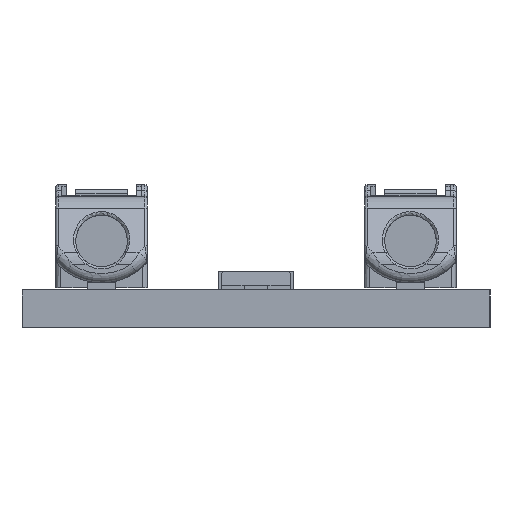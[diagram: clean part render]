
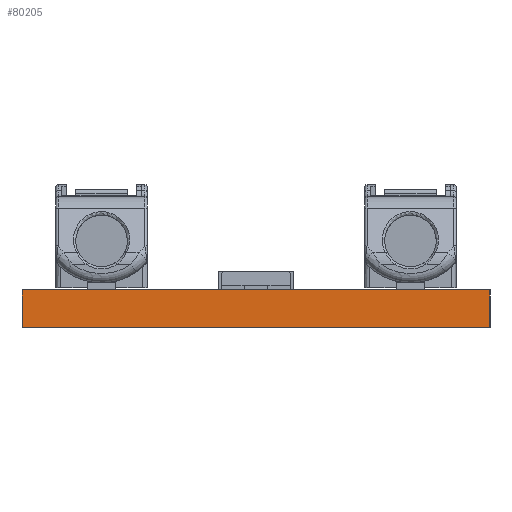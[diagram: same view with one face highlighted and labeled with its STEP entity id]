
A CAD part, left-side view. The second image highlights one B-rep face of the part: STEP entity #80205.
In plain terms, the highlighted planar face has unit normal (-1, 0, 0).
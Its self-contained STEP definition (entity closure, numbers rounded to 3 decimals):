
#6006=LINE('',#111556,#15242);
#13319=LINE('',#128813,#22555);
#13360=LINE('',#128904,#22596);
#13361=LINE('',#128906,#22597);
#15242=VECTOR('',#89759,10.);
#22555=VECTOR('',#105084,10.);
#22596=VECTOR('',#105179,10.);
#22597=VECTOR('',#105182,10.);
#26145=PLANE('',#85789);
#30069=FACE_OUTER_BOUND('',#34245,.T.);
#34245=EDGE_LOOP('',(#74833,#74834,#74835,#74836));
#37393=VERTEX_POINT('',#111554);
#37394=VERTEX_POINT('',#111555);
#42935=VERTEX_POINT('',#128812);
#42958=VERTEX_POINT('',#128902);
#45227=EDGE_CURVE('',#37393,#37394,#6006,.T.);
#53641=EDGE_CURVE('',#37394,#42935,#13319,.T.);
#53687=EDGE_CURVE('',#37393,#42958,#13360,.T.);
#53688=EDGE_CURVE('',#42935,#42958,#13361,.T.);
#74833=ORIENTED_EDGE('',*,*,#45227,.F.);
#74834=ORIENTED_EDGE('',*,*,#53687,.T.);
#74835=ORIENTED_EDGE('',*,*,#53688,.F.);
#74836=ORIENTED_EDGE('',*,*,#53641,.F.);
#80205=ADVANCED_FACE('',(#30069),#26145,.T.);
#85789=AXIS2_PLACEMENT_3D('',#128905,#105180,#105181);
#89759=DIRECTION('',(0.,-1.,0.));
#105084=DIRECTION('',(0.,0.,-1.));
#105179=DIRECTION('',(0.,0.,-1.));
#105180=DIRECTION('center_axis',(-1.,0.,0.));
#105181=DIRECTION('ref_axis',(0.,1.,0.));
#105182=DIRECTION('',(0.,1.,0.));
#111554=CARTESIAN_POINT('',(0.,20.,0.));
#111555=CARTESIAN_POINT('',(0.,0.,0.));
#111556=CARTESIAN_POINT('',(0.,20.,0.));
#128812=CARTESIAN_POINT('',(0.,0.,-1.6));
#128813=CARTESIAN_POINT('',(0.,0.,0.));
#128902=CARTESIAN_POINT('',(0.,20.,-1.6));
#128904=CARTESIAN_POINT('',(0.,20.,0.));
#128905=CARTESIAN_POINT('Origin',(0.,0.,0.));
#128906=CARTESIAN_POINT('',(0.,20.,-1.6));
